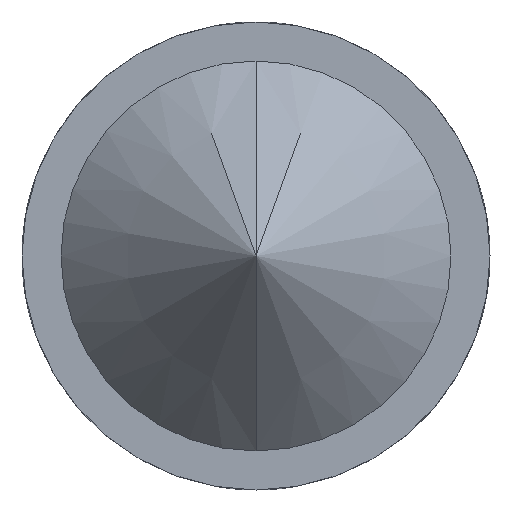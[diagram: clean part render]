
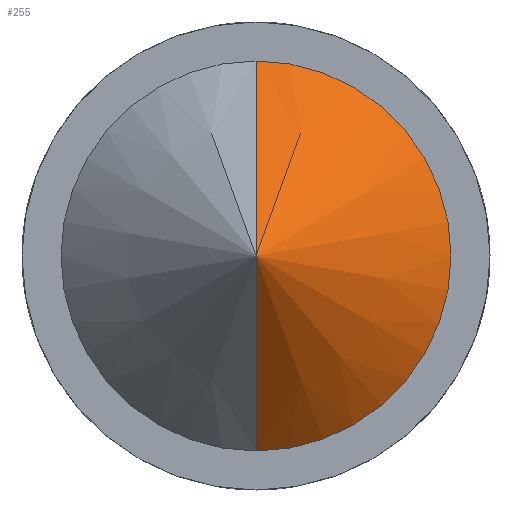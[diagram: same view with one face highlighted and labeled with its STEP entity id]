
A CAD part, front view. The second image highlights one B-rep face of the part: STEP entity #255.
In plain terms, the highlighted conical face has half-angle 45 degrees and reference radius 2.5 mm.
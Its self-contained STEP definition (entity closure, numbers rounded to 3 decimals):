
#26 = LINE ( 'NONE', #569, #309 ) ;
#45 = VERTEX_POINT ( 'NONE', #650 ) ;
#50 = LINE ( 'NONE', #510, #320 ) ;
#85 = VERTEX_POINT ( 'NONE', #527 ) ;
#116 = VERTEX_POINT ( 'NONE', #689 ) ;
#131 = FACE_OUTER_BOUND ( 'NONE', #207, .T. ) ;
#176 = ORIENTED_EDGE ( 'NONE', *, *, #269, .F. ) ;
#178 = ORIENTED_EDGE ( 'NONE', *, *, #298, .F. ) ;
#182 = ORIENTED_EDGE ( 'NONE', *, *, #293, .T. ) ;
#207 = EDGE_LOOP ( 'NONE', ( #178, #182, #176 ) ) ;
#255 = ADVANCED_FACE ( 'NONE', ( #131 ), #366, .T. ) ;
#269 = EDGE_CURVE ( 'NONE', #45, #85, #331, .T. ) ;
#293 = EDGE_CURVE ( 'NONE', #116, #85, #50, .T. ) ;
#298 = EDGE_CURVE ( 'NONE', #116, #45, #26, .T. ) ;
#309 = VECTOR ( 'NONE', #475, 1000. ) ;
#320 = VECTOR ( 'NONE', #672, 1000. ) ;
#331 = CIRCLE ( 'NONE', #383, 2.5 ) ;
#338 = AXIS2_PLACEMENT_3D ( 'NONE', #520, #566, #470 ) ;
#366 = CONICAL_SURFACE ( 'NONE', #338, 2.5, 0.785 ) ;
#383 = AXIS2_PLACEMENT_3D ( 'NONE', #674, #539, #688 ) ;
#470 = DIRECTION ( 'NONE',  ( 0., 0., 1. ) ) ;
#475 = DIRECTION ( 'NONE',  ( 0., 0.707, 0.707 ) ) ;
#510 = CARTESIAN_POINT ( 'NONE',  ( 0., -16., -2.5 ) ) ;
#520 = CARTESIAN_POINT ( 'NONE',  ( 0., -16., 0. ) ) ;
#527 = CARTESIAN_POINT ( 'NONE',  ( 0., -16., -2.5 ) ) ;
#539 = DIRECTION ( 'NONE',  ( 0., 1., 0. ) ) ;
#566 = DIRECTION ( 'NONE',  ( 0., 1., 0. ) ) ;
#569 = CARTESIAN_POINT ( 'NONE',  ( 0., -16., 2.5 ) ) ;
#650 = CARTESIAN_POINT ( 'NONE',  ( 0., -16., 2.5 ) ) ;
#672 = DIRECTION ( 'NONE',  ( 0., 0.707, -0.707 ) ) ;
#674 = CARTESIAN_POINT ( 'NONE',  ( 0., -16., 0. ) ) ;
#688 = DIRECTION ( 'NONE',  ( 0., 0., 1. ) ) ;
#689 = CARTESIAN_POINT ( 'NONE',  ( 0., -18.5, 0. ) ) ;
